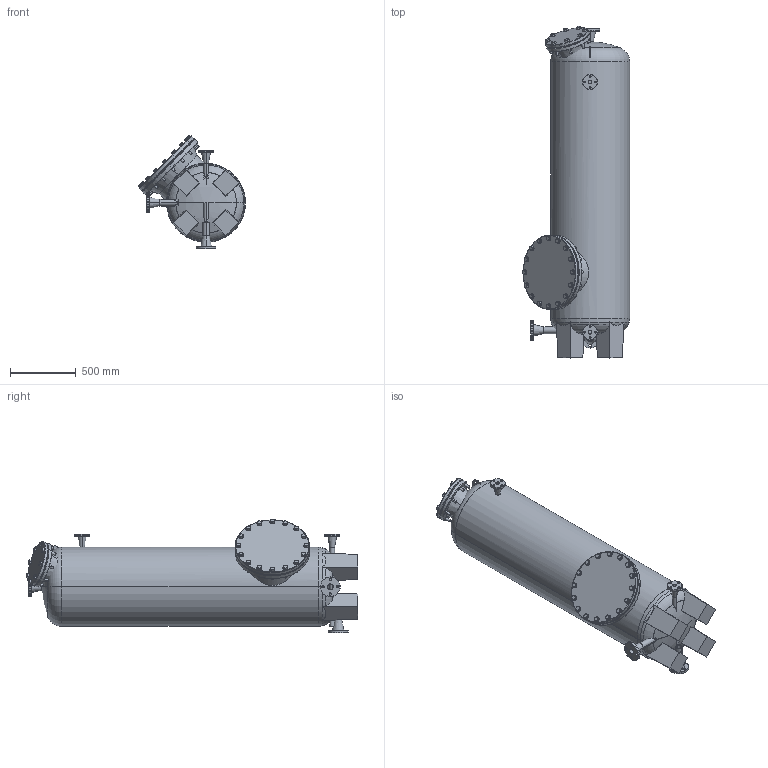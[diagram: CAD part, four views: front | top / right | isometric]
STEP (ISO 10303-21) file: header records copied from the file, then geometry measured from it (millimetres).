
FILE_DESCRIPTION (( 'STEP AP214' ), '1' );
FILE_NAME ('ind_atlantic_60_sb1500.STEP', '2020-12-03T11:23:28', ( '' ), ( '' ), 'SwSTEP 2.0', 'SolidWorks 2019', '' );
FILE_SCHEMA (( 'AUTOMOTIVE_DESIGN' ));
Length unit declared in the file: millimetre
Products named in the file (1): ind_atlantic_60_sb1500
Bounding box: 813.85 x 2520.63 x 863.85 mm (x, y, z)
Volume: 46680799.8 mm3; surface area: 12096469.3 mm2
Topology: 65 solids, 65 shells, 1009 faces, 2284 edges, 1427 vertices
Faces by surface type: cylinder 357, plane 340, cone 232, torus 56, bspline 16, sphere 8
Entity records: 45602 total; most frequent: CARTESIAN_POINT 10651, DIRECTION 5004, ORIENTED_EDGE 4568, EDGE_CURVE 2284, AXIS2_PLACEMENT_3D 2113, VERTEX_POINT 1427, EDGE_LOOP 1263, CIRCLE 1119
